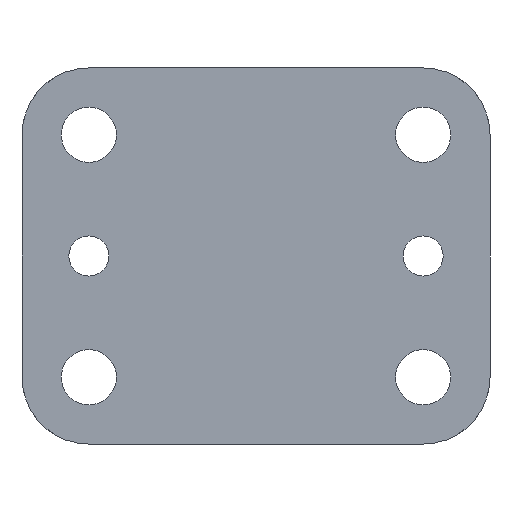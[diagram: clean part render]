
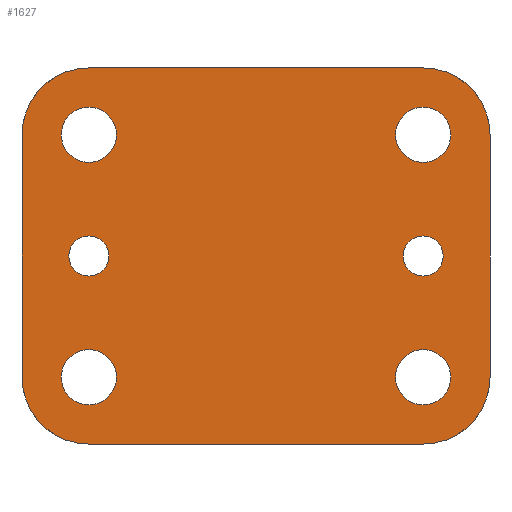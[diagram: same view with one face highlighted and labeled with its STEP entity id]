
A CAD part, front view. The second image highlights one B-rep face of the part: STEP entity #1627.
In plain terms, the highlighted planar face has unit normal (0, -1, 0).
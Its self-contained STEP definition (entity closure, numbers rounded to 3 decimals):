
#54=PLANE('',#1764);
#100=CIRCLE('',#1765,2.4);
#101=CIRCLE('',#1766,2.4);
#102=CIRCLE('',#1767,3.3);
#103=CIRCLE('',#1768,3.3);
#104=CIRCLE('',#1769,3.3);
#105=CIRCLE('',#1770,3.3);
#106=CIRCLE('',#1771,8.);
#107=CIRCLE('',#1772,8.);
#108=CIRCLE('',#1773,8.);
#109=CIRCLE('',#1774,8.);
#204=ORIENTED_EDGE('',*,*,#670,.F.);
#205=ORIENTED_EDGE('',*,*,#671,.F.);
#206=ORIENTED_EDGE('',*,*,#672,.T.);
#207=ORIENTED_EDGE('',*,*,#673,.T.);
#208=ORIENTED_EDGE('',*,*,#674,.T.);
#209=ORIENTED_EDGE('',*,*,#675,.T.);
#210=ORIENTED_EDGE('',*,*,#667,.T.);
#211=ORIENTED_EDGE('',*,*,#676,.F.);
#212=ORIENTED_EDGE('',*,*,#677,.T.);
#213=ORIENTED_EDGE('',*,*,#678,.F.);
#214=ORIENTED_EDGE('',*,*,#679,.F.);
#215=ORIENTED_EDGE('',*,*,#680,.F.);
#216=ORIENTED_EDGE('',*,*,#681,.F.);
#217=ORIENTED_EDGE('',*,*,#682,.F.);
#667=EDGE_CURVE('',#899,#898,#1061,.T.);
#670=EDGE_CURVE('',#901,#901,#100,.T.);
#671=EDGE_CURVE('',#902,#902,#101,.T.);
#672=EDGE_CURVE('',#903,#903,#102,.T.);
#673=EDGE_CURVE('',#904,#904,#103,.T.);
#674=EDGE_CURVE('',#905,#905,#104,.T.);
#675=EDGE_CURVE('',#906,#906,#105,.T.);
#676=EDGE_CURVE('',#907,#898,#106,.T.);
#677=EDGE_CURVE('',#907,#908,#1064,.T.);
#678=EDGE_CURVE('',#909,#908,#107,.T.);
#679=EDGE_CURVE('',#910,#909,#1065,.T.);
#680=EDGE_CURVE('',#911,#910,#108,.T.);
#681=EDGE_CURVE('',#912,#911,#1066,.T.);
#682=EDGE_CURVE('',#899,#912,#109,.T.);
#898=VERTEX_POINT('',#2488);
#899=VERTEX_POINT('',#2490);
#901=VERTEX_POINT('',#2496);
#902=VERTEX_POINT('',#2498);
#903=VERTEX_POINT('',#2500);
#904=VERTEX_POINT('',#2502);
#905=VERTEX_POINT('',#2504);
#906=VERTEX_POINT('',#2506);
#907=VERTEX_POINT('',#2508);
#908=VERTEX_POINT('',#2510);
#909=VERTEX_POINT('',#2512);
#910=VERTEX_POINT('',#2514);
#911=VERTEX_POINT('',#2516);
#912=VERTEX_POINT('',#2518);
#1061=LINE('',#2489,#1197);
#1064=LINE('',#2509,#1200);
#1065=LINE('',#2513,#1201);
#1066=LINE('',#2517,#1202);
#1197=VECTOR('',#1976,1000.);
#1200=VECTOR('',#1995,1000.);
#1201=VECTOR('',#1998,1000.);
#1202=VECTOR('',#2001,1000.);
#1328=EDGE_LOOP('',(#204));
#1329=EDGE_LOOP('',(#205));
#1330=EDGE_LOOP('',(#206));
#1331=EDGE_LOOP('',(#207));
#1332=EDGE_LOOP('',(#208));
#1333=EDGE_LOOP('',(#209));
#1334=EDGE_LOOP('',(#210,#211,#212,#213,#214,#215,#216,#217));
#1454=FACE_BOUND('',#1328,.T.);
#1455=FACE_BOUND('',#1329,.T.);
#1456=FACE_BOUND('',#1330,.T.);
#1457=FACE_BOUND('',#1331,.T.);
#1458=FACE_BOUND('',#1332,.T.);
#1459=FACE_BOUND('',#1333,.T.);
#1460=FACE_BOUND('',#1334,.T.);
#1627=ADVANCED_FACE('',(#1454,#1455,#1456,#1457,#1458,#1459,#1460),#54,
 .F.);
#1764=AXIS2_PLACEMENT_3D('',#2494,#1979,#1980);
#1765=AXIS2_PLACEMENT_3D('',#2495,#1981,#1982);
#1766=AXIS2_PLACEMENT_3D('',#2497,#1983,#1984);
#1767=AXIS2_PLACEMENT_3D('',#2499,#1985,#1986);
#1768=AXIS2_PLACEMENT_3D('',#2501,#1987,#1988);
#1769=AXIS2_PLACEMENT_3D('',#2503,#1989,#1990);
#1770=AXIS2_PLACEMENT_3D('',#2505,#1991,#1992);
#1771=AXIS2_PLACEMENT_3D('',#2507,#1993,#1994);
#1772=AXIS2_PLACEMENT_3D('',#2511,#1996,#1997);
#1773=AXIS2_PLACEMENT_3D('',#2515,#1999,#2000);
#1774=AXIS2_PLACEMENT_3D('',#2519,#2002,#2003);
#1976=DIRECTION('',(0.,0.,-1.));
#1979=DIRECTION('',(0.,1.,0.));
#1980=DIRECTION('',(0.,0.,1.));
#1981=DIRECTION('',(0.,-1.,0.));
#1982=DIRECTION('',(0.,0.,-1.));
#1983=DIRECTION('',(0.,-1.,0.));
#1984=DIRECTION('',(0.,0.,-1.));
#1985=DIRECTION('',(0.,1.,0.));
#1986=DIRECTION('',(0.,0.,1.));
#1987=DIRECTION('',(0.,1.,0.));
#1988=DIRECTION('',(0.,0.,1.));
#1989=DIRECTION('',(0.,1.,0.));
#1990=DIRECTION('',(0.,0.,1.));
#1991=DIRECTION('',(0.,1.,0.));
#1992=DIRECTION('',(0.,0.,1.));
#1993=DIRECTION('',(0.,1.,0.));
#1994=DIRECTION('',(1.,0.,0.));
#1995=DIRECTION('',(1.,0.,0.));
#1996=DIRECTION('',(0.,1.,0.));
#1997=DIRECTION('',(1.,0.,0.));
#1998=DIRECTION('',(0.,0.,-1.));
#1999=DIRECTION('',(0.,1.,0.));
#2000=DIRECTION('',(1.,0.,0.));
#2001=DIRECTION('',(1.,0.,0.));
#2002=DIRECTION('',(0.,1.,0.));
#2003=DIRECTION('',(1.,0.,0.));
#2488=CARTESIAN_POINT('',(-28.,0.,0.));
#2489=CARTESIAN_POINT('',(-28.,0.,37.));
#2490=CARTESIAN_POINT('',(-28.,0.,29.));
#2494=CARTESIAN_POINT('',(-28.,0.,37.));
#2495=CARTESIAN_POINT('',(-20.,0.,14.5));
#2496=CARTESIAN_POINT('',(-20.,0.,12.1));
#2497=CARTESIAN_POINT('',(20.,0.,14.5));
#2498=CARTESIAN_POINT('',(20.,0.,12.1));
#2499=CARTESIAN_POINT('',(-20.,0.,0.));
#2500=CARTESIAN_POINT('',(-20.,0.,3.3));
#2501=CARTESIAN_POINT('',(-20.,0.,29.));
#2502=CARTESIAN_POINT('',(-20.,0.,32.3));
#2503=CARTESIAN_POINT('',(20.,0.,0.));
#2504=CARTESIAN_POINT('',(20.,0.,3.3));
#2505=CARTESIAN_POINT('',(20.,0.,29.));
#2506=CARTESIAN_POINT('',(20.,0.,32.3));
#2507=CARTESIAN_POINT('',(-20.,0.,0.));
#2508=CARTESIAN_POINT('',(-20.,0.,-8.));
#2509=CARTESIAN_POINT('',(-28.,0.,-8.));
#2510=CARTESIAN_POINT('',(20.,0.,-8.));
#2511=CARTESIAN_POINT('',(20.,0.,0.));
#2512=CARTESIAN_POINT('',(28.,0.,0.));
#2513=CARTESIAN_POINT('',(28.,0.,37.));
#2514=CARTESIAN_POINT('',(28.,0.,29.));
#2515=CARTESIAN_POINT('',(20.,0.,29.));
#2516=CARTESIAN_POINT('',(20.,0.,37.));
#2517=CARTESIAN_POINT('',(-28.,0.,37.));
#2518=CARTESIAN_POINT('',(-20.,0.,37.));
#2519=CARTESIAN_POINT('',(-20.,0.,29.));
